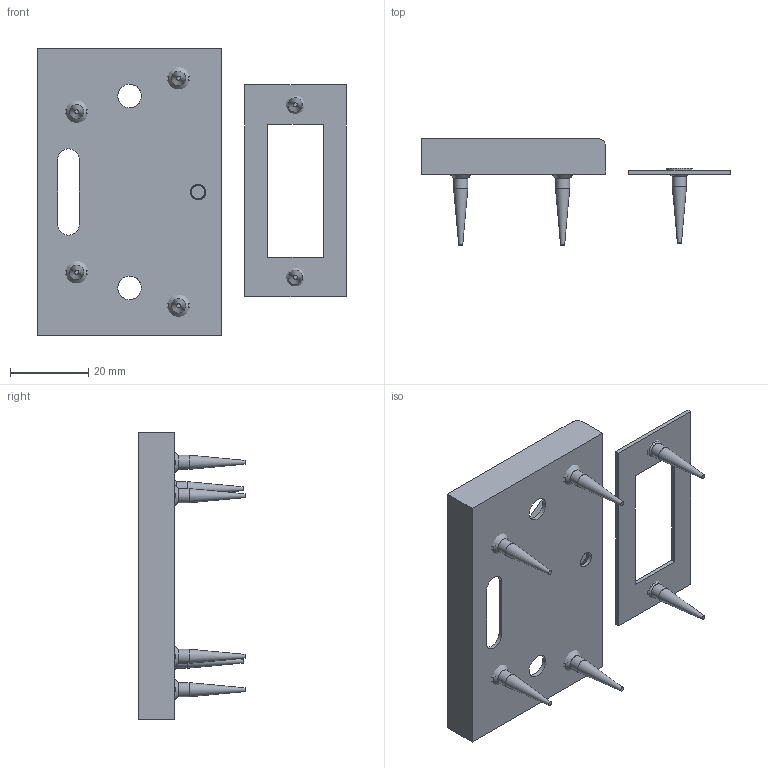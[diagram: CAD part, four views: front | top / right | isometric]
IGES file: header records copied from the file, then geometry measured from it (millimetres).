
Global section: file name: P9501; native system: Autodesk Inventor 2018; preprocessor: unknown; author: ashami; date: 20181002.105232; units: millimetre
Bounding box: 78.84 x 27.05 x 73 mm (x, y, z)
Volume: 8411.9 mm3; surface area: 15859.4 mm2
Topology: 10 solids, 10 shells, 130 faces, 335 edges, 226 vertices
Faces by surface type: bspline 130
